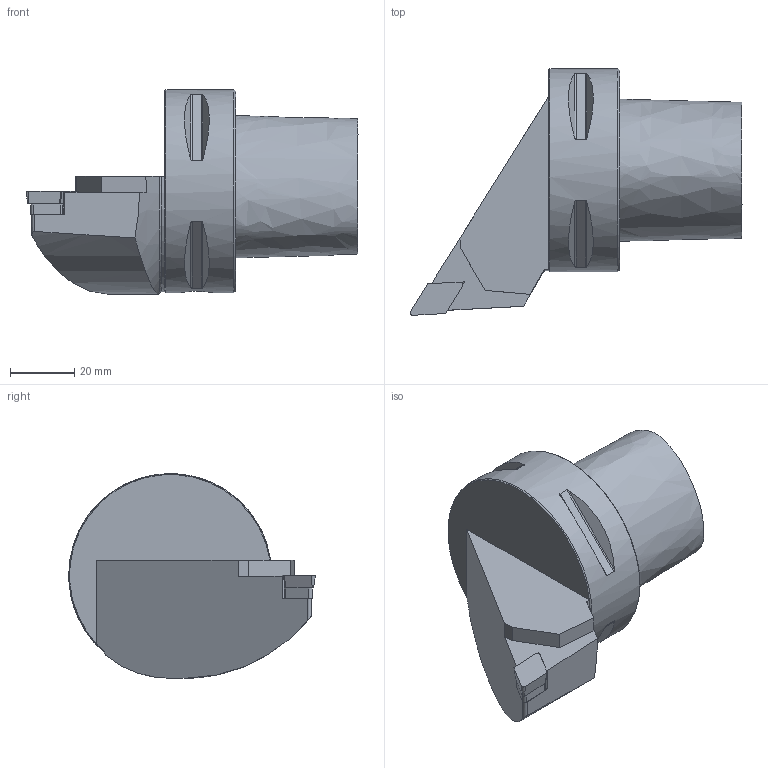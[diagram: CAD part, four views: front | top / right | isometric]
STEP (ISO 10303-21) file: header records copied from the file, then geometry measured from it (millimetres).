
FILE_DESCRIPTION(/* description */ (''),/* implementation_level */ '2;1');
FILE_NAME(/* name */ 'AC6 SDJCR 45065 11 H.stp',/* time_stamp */ '2024-11-22T17:37:16+03:00',/* author */ (''),/* organization */ (''),/* preprocessor_version */ 'ST-DEVELOPER v19.4',/* originating_system */ 'SIEMENS PLM Software NX2306.9102',/* authorisation */ '');
FILE_SCHEMA (('AUTOMOTIVE_DESIGN { 1 0 10303 214 3 1 1 1 }'));
Length unit declared in the file: millimetre
Products named in the file (1): AC6 SDJCR 45065 11 H-Light Step-Dxf_objects
Bounding box: 103 x 76.5 x 63.5 mm (x, y, z)
Volume: 159865.9 mm3; surface area: 20872.9 mm2
Topology: 2 solids, 2 shells, 78 faces, 196 edges, 127 vertices
Faces by surface type: plane 43, cylinder 24, cone 7, torus 2, bspline 2
Full cylindrical faces by diameter (mm): 4 x1, 10 x1, 63 x1
Entity records: 3069 total; most frequent: CARTESIAN_POINT 1246, ORIENTED_EDGE 362, DIRECTION 354, EDGE_CURVE 181, AXIS2_PLACEMENT_3D 129, VERTEX_POINT 123, LINE 96, VECTOR 96
